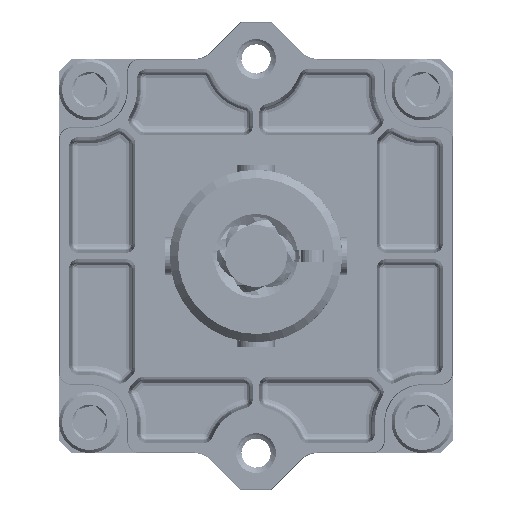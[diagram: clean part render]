
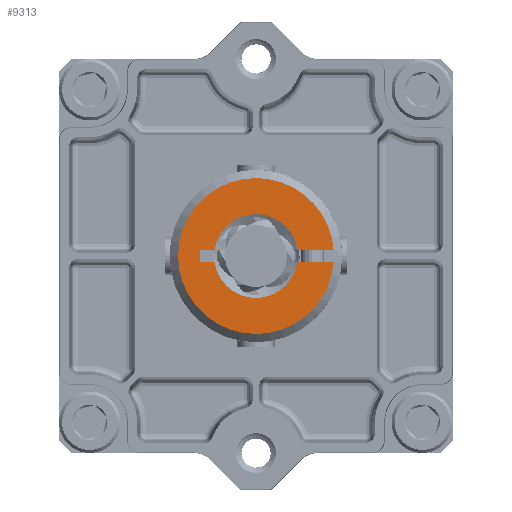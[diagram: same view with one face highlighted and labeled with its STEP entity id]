
A CAD part, left-side view. The second image highlights one B-rep face of the part: STEP entity #9313.
In plain terms, the highlighted face is planar.
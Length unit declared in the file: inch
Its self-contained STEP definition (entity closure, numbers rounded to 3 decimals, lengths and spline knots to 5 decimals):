
#1116 = DIRECTION ( 'NONE',  ( 1., 0., 0. ) ) ;
#9313 = ADVANCED_FACE ( 'NONE', ( #148814 ), #237592, .F. ) ;
#9573 = CIRCLE ( 'NONE', #88824, 0.2126 ) ;
#12136 = EDGE_CURVE ( 'NONE', #132981, #55411, #25772, .T. ) ;
#14089 = CIRCLE ( 'NONE', #228222, 0.2126 ) ;
#18231 = ORIENTED_EDGE ( 'NONE', *, *, #128443, .T. ) ;
#22968 = DIRECTION ( 'NONE',  ( 0., 0., -1. ) ) ;
#24181 = CARTESIAN_POINT ( 'NONE',  ( 0.03125, 0.21029, -1. ) ) ;
#25772 = LINE ( 'NONE', #118916, #188381 ) ;
#26986 = VECTOR ( 'NONE', #75660, 39.37008 ) ;
#27646 = CARTESIAN_POINT ( 'NONE',  ( 0., 0., -1. ) ) ;
#28011 = ORIENTED_EDGE ( 'NONE', *, *, #130220, .T. ) ;
#29191 = VECTOR ( 'NONE', #242310, 39.37008 ) ;
#30166 = DIRECTION ( 'NONE',  ( 0., 0., 1. ) ) ;
#30219 = CARTESIAN_POINT ( 'NONE',  ( 0., 0.285, -1. ) ) ;
#35317 = DIRECTION ( 'NONE',  ( 0., 0., -1. ) ) ;
#36022 = VERTEX_POINT ( 'NONE', #61829 ) ;
#36207 = EDGE_CURVE ( 'NONE', #181553, #250976, #108404, .T. ) ;
#37905 = CIRCLE ( 'NONE', #93708, 0.2126 ) ;
#38108 = DIRECTION ( 'NONE',  ( 1., 0., 0. ) ) ;
#40878 = CIRCLE ( 'NONE', #203735, 0.39563 ) ;
#43192 = VERTEX_POINT ( 'NONE', #44885 ) ;
#44885 = CARTESIAN_POINT ( 'NONE',  ( 0.39563, 0., -1. ) ) ;
#52863 = CARTESIAN_POINT ( 'NONE',  ( 0., 0., -1. ) ) ;
#55183 = CIRCLE ( 'NONE', #139013, 0.39563 ) ;
#55411 = VERTEX_POINT ( 'NONE', #245603 ) ;
#61829 = CARTESIAN_POINT ( 'NONE',  ( 0.03125, 0.285, -1. ) ) ;
#73240 = CARTESIAN_POINT ( 'NONE',  ( 0.03125, 0., -1. ) ) ;
#75660 = DIRECTION ( 'NONE',  ( 0., 1., 0. ) ) ;
#76144 = CARTESIAN_POINT ( 'NONE',  ( -0.03125, 0.285, -1. ) ) ;
#76202 = DIRECTION ( 'NONE',  ( 1., 0., 0. ) ) ;
#80534 = ORIENTED_EDGE ( 'NONE', *, *, #128971, .T. ) ;
#81062 = EDGE_CURVE ( 'NONE', #282187, #229156, #14089, .T. ) ;
#88824 = AXIS2_PLACEMENT_3D ( 'NONE', #250057, #30166, #95791 ) ;
#93202 = EDGE_CURVE ( 'NONE', #55411, #279165, #55183, .T. ) ;
#93708 = AXIS2_PLACEMENT_3D ( 'NONE', #266428, #243125, #199500 ) ;
#95791 = DIRECTION ( 'NONE',  ( 1., 0., 0. ) ) ;
#96057 = CARTESIAN_POINT ( 'NONE',  ( 0.03125, -0.39439, -1. ) ) ;
#96554 = DIRECTION ( 'NONE',  ( 0., 1., 0. ) ) ;
#105882 = ORIENTED_EDGE ( 'NONE', *, *, #150270, .T. ) ;
#108404 = LINE ( 'NONE', #175398, #29191 ) ;
#111618 = CARTESIAN_POINT ( 'NONE',  ( -0.39563, 0., -1. ) ) ;
#114082 = LINE ( 'NONE', #73240, #165274 ) ;
#117628 = DIRECTION ( 'NONE',  ( -1., 0., 0. ) ) ;
#117889 = CARTESIAN_POINT ( 'NONE',  ( 0.03125, -0.21029, -1. ) ) ;
#118916 = CARTESIAN_POINT ( 'NONE',  ( -0.03125, 0., -1. ) ) ;
#120505 = LINE ( 'NONE', #30219, #208469 ) ;
#120780 = LINE ( 'NONE', #184915, #26986 ) ;
#121836 = DIRECTION ( 'NONE',  ( 0., 0., -1. ) ) ;
#128443 = EDGE_CURVE ( 'NONE', #43192, #254092, #40878, .T. ) ;
#128971 = EDGE_CURVE ( 'NONE', #229156, #36022, #120780, .T. ) ;
#130220 = EDGE_CURVE ( 'NONE', #36022, #181553, #120505, .T. ) ;
#132981 = VERTEX_POINT ( 'NONE', #135165 ) ;
#135121 = CARTESIAN_POINT ( 'NONE',  ( 0., 0., -1. ) ) ;
#135165 = CARTESIAN_POINT ( 'NONE',  ( -0.03125, -0.21029, -1. ) ) ;
#136082 = EDGE_CURVE ( 'NONE', #279165, #43192, #154001, .T. ) ;
#139013 = AXIS2_PLACEMENT_3D ( 'NONE', #135121, #22968, #1116 ) ;
#148814 = FACE_OUTER_BOUND ( 'NONE', #196550, .T. ) ;
#150270 = EDGE_CURVE ( 'NONE', #213099, #282187, #9573, .T. ) ;
#154001 = CIRCLE ( 'NONE', #228394, 0.39563 ) ;
#164458 = AXIS2_PLACEMENT_3D ( 'NONE', #279870, #258012, #38108 ) ;
#165274 = VECTOR ( 'NONE', #96554, 39.37008 ) ;
#166629 = ORIENTED_EDGE ( 'NONE', *, *, #36207, .T. ) ;
#170317 = EDGE_CURVE ( 'NONE', #254092, #213099, #114082, .T. ) ;
#175398 = CARTESIAN_POINT ( 'NONE',  ( -0.03125, 0., -1. ) ) ;
#181553 = VERTEX_POINT ( 'NONE', #76144 ) ;
#184915 = CARTESIAN_POINT ( 'NONE',  ( 0.03125, 0., -1. ) ) ;
#188381 = VECTOR ( 'NONE', #229537, 39.37008 ) ;
#189243 = DIRECTION ( 'NONE',  ( 0., 0., 1. ) ) ;
#191673 = DIRECTION ( 'NONE',  ( 1., 0., 0. ) ) ;
#191802 = EDGE_CURVE ( 'NONE', #250976, #132981, #37905, .T. ) ;
#191961 = ORIENTED_EDGE ( 'NONE', *, *, #12136, .T. ) ;
#196550 = EDGE_LOOP ( 'NONE', ( #191961, #281031, #230557, #18231, #283781, #105882, #217338, #80534, #28011, #166629, #225786 ) ) ;
#199500 = DIRECTION ( 'NONE',  ( 1., 0., 0. ) ) ;
#199781 = CARTESIAN_POINT ( 'NONE',  ( 0.2126, 0., -1. ) ) ;
#203735 = AXIS2_PLACEMENT_3D ( 'NONE', #236768, #121836, #191673 ) ;
#205149 = CARTESIAN_POINT ( 'NONE',  ( -0.03125, 0.21029, -1. ) ) ;
#208469 = VECTOR ( 'NONE', #117628, 39.37008 ) ;
#213099 = VERTEX_POINT ( 'NONE', #117889 ) ;
#217338 = ORIENTED_EDGE ( 'NONE', *, *, #81062, .T. ) ;
#225786 = ORIENTED_EDGE ( 'NONE', *, *, #191802, .T. ) ;
#228222 = AXIS2_PLACEMENT_3D ( 'NONE', #27646, #189243, #228566 ) ;
#228394 = AXIS2_PLACEMENT_3D ( 'NONE', #52863, #35317, #76202 ) ;
#228566 = DIRECTION ( 'NONE',  ( 1., 0., 0. ) ) ;
#229156 = VERTEX_POINT ( 'NONE', #24181 ) ;
#229537 = DIRECTION ( 'NONE',  ( 0., -1., 0. ) ) ;
#230557 = ORIENTED_EDGE ( 'NONE', *, *, #136082, .T. ) ;
#236768 = CARTESIAN_POINT ( 'NONE',  ( 0., 0., -1. ) ) ;
#237592 = PLANE ( 'NONE',  #164458 ) ;
#242310 = DIRECTION ( 'NONE',  ( 0., -1., 0. ) ) ;
#243125 = DIRECTION ( 'NONE',  ( 0., 0., 1. ) ) ;
#245603 = CARTESIAN_POINT ( 'NONE',  ( -0.03125, -0.39439, -1. ) ) ;
#250057 = CARTESIAN_POINT ( 'NONE',  ( 0., 0., -1. ) ) ;
#250976 = VERTEX_POINT ( 'NONE', #205149 ) ;
#254092 = VERTEX_POINT ( 'NONE', #96057 ) ;
#258012 = DIRECTION ( 'NONE',  ( 0., 0., 1. ) ) ;
#266428 = CARTESIAN_POINT ( 'NONE',  ( 0., 0., -1. ) ) ;
#279165 = VERTEX_POINT ( 'NONE', #111618 ) ;
#279870 = CARTESIAN_POINT ( 'NONE',  ( 0., 0., -1. ) ) ;
#281031 = ORIENTED_EDGE ( 'NONE', *, *, #93202, .T. ) ;
#282187 = VERTEX_POINT ( 'NONE', #199781 ) ;
#283781 = ORIENTED_EDGE ( 'NONE', *, *, #170317, .T. ) ;
